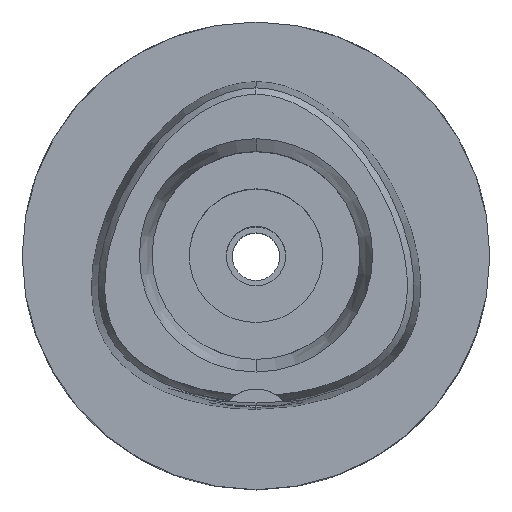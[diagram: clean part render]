
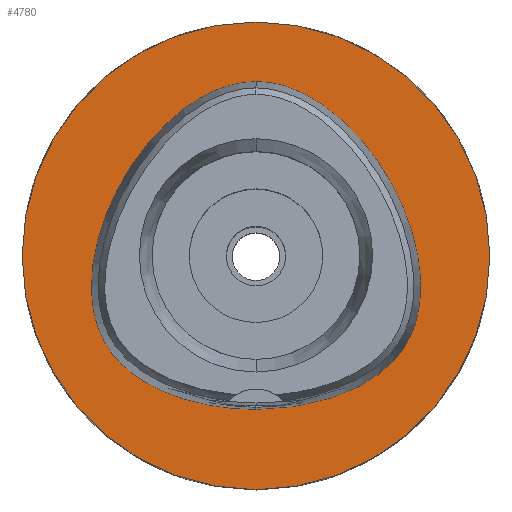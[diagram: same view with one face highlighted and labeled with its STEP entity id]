
A CAD part, top view. The second image highlights one B-rep face of the part: STEP entity #4780.
In plain terms, the highlighted planar face has unit normal (0, 0, 1).
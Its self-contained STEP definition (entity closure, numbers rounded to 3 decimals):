
#3 = ORIENTED_EDGE ( 'NONE', *, *, #4564, .F. ) ;
#112 = CARTESIAN_POINT ( 'NONE',  ( 0., -20.675, 0. ) ) ;
#134 = DIRECTION ( 'NONE',  ( 0., 0., -1. ) ) ;
#140 = CARTESIAN_POINT ( 'NONE',  ( 22.057, -6.848, 0. ) ) ;
#144 = EDGE_LOOP ( 'NONE', ( #976, #3592 ) ) ;
#224 = CARTESIAN_POINT ( 'NONE',  ( 0., -31.5, 0. ) ) ;
#238 = CARTESIAN_POINT ( 'NONE',  ( -2.565, 23.293, 0. ) ) ;
#274 = VERTEX_POINT ( 'NONE', #2891 ) ;
#361 = B_SPLINE_CURVE_WITH_KNOTS ( 'NONE', 3,
 ( #112, #4051, #1347, #1678, #4849, #4103, #893, #3719, #2107, #4463, #1651, #140, #3240, #4022, #4827, #1703, #2832, #4388, #2523, #4000, #1324, #505, #2059 ),
 .UNSPECIFIED., .F., .F.,
 ( 4, 1, 1, 1, 1, 1, 1, 1, 1, 1, 1, 1, 1, 1, 1, 1, 1, 1, 1, 1, 4 ),
 ( 0., 0.083, 0.167, 0.208, 0.25, 0.292, 0.313, 0.333, 0.354, 0.375, 0.417, 0.458, 0.5, 0.583, 0.667, 0.75, 0.833, 0.875, 0.917, 0.958, 1. ),
 .UNSPECIFIED. ) ;
#505 = CARTESIAN_POINT ( 'NONE',  ( 0.855, 23.475, 0. ) ) ;
#676 = CARTESIAN_POINT ( 'NONE',  ( -18.068, 10.432, 0. ) ) ;
#893 = CARTESIAN_POINT ( 'NONE',  ( 18.568, -14.169, 0. ) ) ;
#917 = EDGE_CURVE ( 'NONE', #3926, #274, #361, .T. ) ;
#976 = ORIENTED_EDGE ( 'NONE', *, *, #1657, .F. ) ;
#990 = CARTESIAN_POINT ( 'NONE',  ( -2.114, -20.675, 0. ) ) ;
#1038 = CARTESIAN_POINT ( 'NONE',  ( -21.555, -8.996, 0. ) ) ;
#1062 = CARTESIAN_POINT ( 'NONE',  ( -0.855, 23.475, 0. ) ) ;
#1100 = DIRECTION ( 'NONE',  ( 0., -1., 0. ) ) ;
#1105 = AXIS2_PLACEMENT_3D ( 'NONE', #3642, #134, #4183 ) ;
#1125 = EDGE_LOOP ( 'NONE', ( #4623, #3 ) ) ;
#1185 = CIRCLE ( 'NONE', #1105, 31.5 ) ;
#1324 = CARTESIAN_POINT ( 'NONE',  ( 2.565, 23.293, 0. ) ) ;
#1347 = CARTESIAN_POINT ( 'NONE',  ( 6.341, -20.298, 0. ) ) ;
#1417 = CARTESIAN_POINT ( 'NONE',  ( -21.978, -0.281, 0. ) ) ;
#1436 = CARTESIAN_POINT ( 'NONE',  ( 0., 0., 0. ) ) ;
#1579 = VERTEX_POINT ( 'NONE', #3025 ) ;
#1651 = CARTESIAN_POINT ( 'NONE',  ( 21.555, -8.996, 0. ) ) ;
#1657 = EDGE_CURVE ( 'NONE', #274, #3926, #5006, .T. ) ;
#1678 = CARTESIAN_POINT ( 'NONE',  ( 11.233, -18.893, 0. ) ) ;
#1703 = CARTESIAN_POINT ( 'NONE',  ( 18.068, 10.432, 0. ) ) ;
#1846 = CARTESIAN_POINT ( 'NONE',  ( -20.35, -11.749, 0. ) ) ;
#1871 = CARTESIAN_POINT ( 'NONE',  ( -11.233, -18.893, 0. ) ) ;
#1969 = EDGE_CURVE ( 'NONE', #1579, #3002, #4645, .T. ) ;
#2059 = CARTESIAN_POINT ( 'NONE',  ( 0., 23.475, 0. ) ) ;
#2106 = AXIS2_PLACEMENT_3D ( 'NONE', #1436, #4919, #3732 ) ;
#2107 = CARTESIAN_POINT ( 'NONE',  ( 20.35, -11.749, 0. ) ) ;
#2229 = CARTESIAN_POINT ( 'NONE',  ( -14.673, -17.214, 0. ) ) ;
#2254 = CARTESIAN_POINT ( 'NONE',  ( -5.098, 22.526, 0. ) ) ;
#2523 = CARTESIAN_POINT ( 'NONE',  ( 7.571, 21.315, 0. ) ) ;
#2593 = CARTESIAN_POINT ( 'NONE',  ( -18.568, -14.169, 0. ) ) ;
#2625 = CARTESIAN_POINT ( 'NONE',  ( -22.245, -4.1, 0. ) ) ;
#2832 = CARTESIAN_POINT ( 'NONE',  ( 14.408, 15.641, 0. ) ) ;
#2891 = CARTESIAN_POINT ( 'NONE',  ( 0., 23.475, 0. ) ) ;
#2975 = CARTESIAN_POINT ( 'NONE',  ( -22.057, -6.848, 0. ) ) ;
#3001 = CARTESIAN_POINT ( 'NONE',  ( -10.746, 19.174, 0. ) ) ;
#3002 = VERTEX_POINT ( 'NONE', #224 ) ;
#3025 = CARTESIAN_POINT ( 'NONE',  ( 0., 31.5, 0. ) ) ;
#3066 = CARTESIAN_POINT ( 'NONE',  ( 0., 0., 0. ) ) ;
#3115 = FACE_BOUND ( 'NONE', #144, .T. ) ;
#3240 = CARTESIAN_POINT ( 'NONE',  ( 22.245, -4.1, 0. ) ) ;
#3391 = AXIS2_PLACEMENT_3D ( 'NONE', #3066, #4620, #1100 ) ;
#3592 = ORIENTED_EDGE ( 'NONE', *, *, #917, .F. ) ;
#3642 = CARTESIAN_POINT ( 'NONE',  ( 0., 0., 0. ) ) ;
#3700 = CARTESIAN_POINT ( 'NONE',  ( 0., -20.675, 0. ) ) ;
#3711 = CARTESIAN_POINT ( 'NONE',  ( -19.649, -12.825, 0. ) ) ;
#3719 = CARTESIAN_POINT ( 'NONE',  ( 19.649, -12.825, 0. ) ) ;
#3732 = DIRECTION ( 'NONE',  ( 0., 1., 0. ) ) ;
#3926 = VERTEX_POINT ( 'NONE', #3700 ) ;
#4000 = CARTESIAN_POINT ( 'NONE',  ( 5.098, 22.526, 0. ) ) ;
#4022 = CARTESIAN_POINT ( 'NONE',  ( 21.978, -0.281, 0. ) ) ;
#4051 = CARTESIAN_POINT ( 'NONE',  ( 2.114, -20.675, 0. ) ) ;
#4103 = CARTESIAN_POINT ( 'NONE',  ( 16.959, -15.678, 0. ) ) ;
#4123 = CARTESIAN_POINT ( 'NONE',  ( 0., 23.475, 0. ) ) ;
#4151 = CARTESIAN_POINT ( 'NONE',  ( -6.341, -20.298, 0. ) ) ;
#4180 = CARTESIAN_POINT ( 'NONE',  ( 0., -20.675, 0. ) ) ;
#4183 = DIRECTION ( 'NONE',  ( 0., -1., 0. ) ) ;
#4204 = CARTESIAN_POINT ( 'NONE',  ( -20.932, -10.604, 0. ) ) ;
#4269 = PLANE ( 'NONE',  #3391 ) ;
#4388 = CARTESIAN_POINT ( 'NONE',  ( 10.746, 19.174, 0. ) ) ;
#4463 = CARTESIAN_POINT ( 'NONE',  ( 20.932, -10.604, 0. ) ) ;
#4507 = CARTESIAN_POINT ( 'NONE',  ( -7.571, 21.315, 0. ) ) ;
#4560 = CARTESIAN_POINT ( 'NONE',  ( -20.749, 4.657, 0. ) ) ;
#4564 = EDGE_CURVE ( 'NONE', #3002, #1579, #1185, .T. ) ;
#4620 = DIRECTION ( 'NONE',  ( 0., 0., -1. ) ) ;
#4623 = ORIENTED_EDGE ( 'NONE', *, *, #1969, .F. ) ;
#4645 = CIRCLE ( 'NONE', #2106, 31.5 ) ;
#4780 = ADVANCED_FACE ( 'NONE', ( #4987, #3115 ), #4269, .F. ) ;
#4827 = CARTESIAN_POINT ( 'NONE',  ( 20.749, 4.657, 0. ) ) ;
#4849 = CARTESIAN_POINT ( 'NONE',  ( 14.673, -17.214, 0. ) ) ;
#4919 = DIRECTION ( 'NONE',  ( 0., 0., -1. ) ) ;
#4923 = CARTESIAN_POINT ( 'NONE',  ( -14.408, 15.641, 0. ) ) ;
#4971 = CARTESIAN_POINT ( 'NONE',  ( -16.959, -15.678, 0. ) ) ;
#4987 = FACE_OUTER_BOUND ( 'NONE', #1125, .T. ) ;
#5006 = B_SPLINE_CURVE_WITH_KNOTS ( 'NONE', 3,
 ( #4123, #1062, #238, #2254, #4507, #3001, #4923, #676, #4560, #1417, #2625, #2975, #1038, #4204, #1846, #3711, #2593, #4971, #2229, #1871, #4151, #990, #4180 ),
 .UNSPECIFIED., .F., .F.,
 ( 4, 1, 1, 1, 1, 1, 1, 1, 1, 1, 1, 1, 1, 1, 1, 1, 1, 1, 1, 1, 4 ),
 ( 0., 0.042, 0.083, 0.125, 0.167, 0.25, 0.333, 0.417, 0.5, 0.542, 0.583, 0.625, 0.646, 0.667, 0.688, 0.708, 0.75, 0.792, 0.833, 0.917, 1. ),
 .UNSPECIFIED. ) ;
